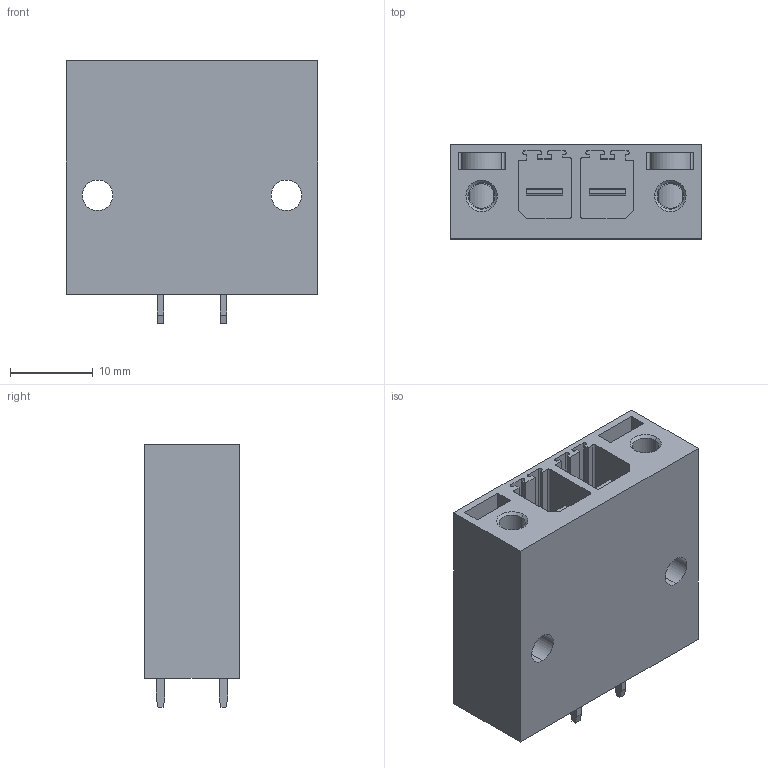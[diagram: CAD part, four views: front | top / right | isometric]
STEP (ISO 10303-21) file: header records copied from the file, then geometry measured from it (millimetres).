
FILE_DESCRIPTION(('CATIA V5 STEP Exchange','CAx-IF Rec.Pracs.--- Model Styling and Organization---1.2---2011-12-15'),'2;1');
FILE_NAME ('D1459420_0_1930820000_1930820000.stp','2018-11-29T03:13:46+00:00',('none'),('Weidmueller'),'CATIA Version 5-6 Release 2014','CATIA V5 STEP AP214','none');
FILE_SCHEMA(('AUTOMOTIVE_DESIGN { 1 0 10303 214 1 1 1 1 }'));
Length unit declared in the file: millimetre
Products named in the file (1): 1930820000
Bounding box: 30.48 x 11.4 x 31.8 mm (x, y, z)
Volume: 6760.9 mm3; surface area: 6874.1 mm2
Topology: 5 solids, 5 shells, 234 faces, 652 edges, 432 vertices
Faces by surface type: plane 184, cylinder 46, cone 4
Entity records: 6368 total; most frequent: ORIENTED_EDGE 1304, CARTESIAN_POINT 1066, DIRECTION 820, EDGE_CURVE 570, VECTOR 478, LINE 478, VERTEX_POINT 370, EDGE_LOOP 262
